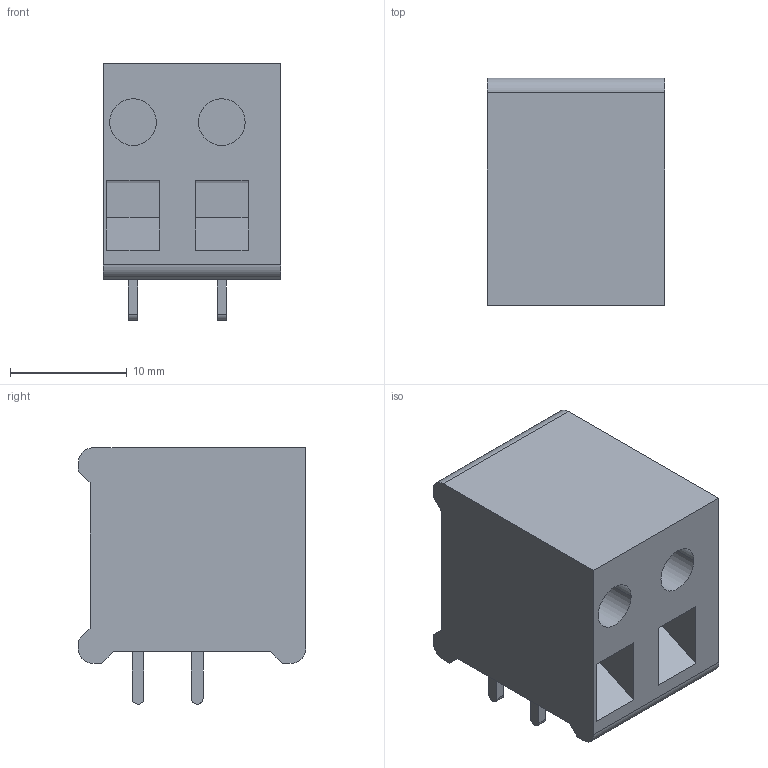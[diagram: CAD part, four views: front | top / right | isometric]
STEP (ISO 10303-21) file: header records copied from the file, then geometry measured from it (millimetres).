
FILE_DESCRIPTION(('CATIA V5 STEP Exchange','CAx-IF Rec.Pracs.--- Model Styling and Organization---1.2---2011-12-15'),'2;1');
FILE_NAME ('D1445937_0_0393360000_0393360000.stp','2018-11-24T09:12:18+00:00',('none'),('Weidmueller'),'CATIA Version 5-6 Release 2014','CATIA V5 STEP AP214','none');
FILE_SCHEMA(('AUTOMOTIVE_DESIGN { 1 0 10303 214 1 1 1 1 }'));
Length unit declared in the file: millimetre
Products named in the file (1): 0393360000
Bounding box: 15.2 x 19.5 x 22 mm (x, y, z)
Volume: 4354.5 mm3; surface area: 2273.8 mm2
Topology: 5 solids, 5 shells, 66 faces, 153 edges, 102 vertices
Faces by surface type: plane 51, cylinder 15
Entity records: 1807 total; most frequent: CARTESIAN_POINT 311, ORIENTED_EDGE 306, DIRECTION 263, EDGE_CURVE 153, VECTOR 123, LINE 123, VERTEX_POINT 102, AXIS2_PLACEMENT_3D 86
